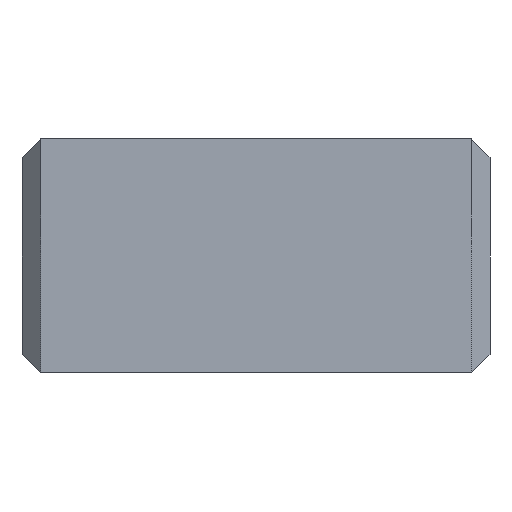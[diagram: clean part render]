
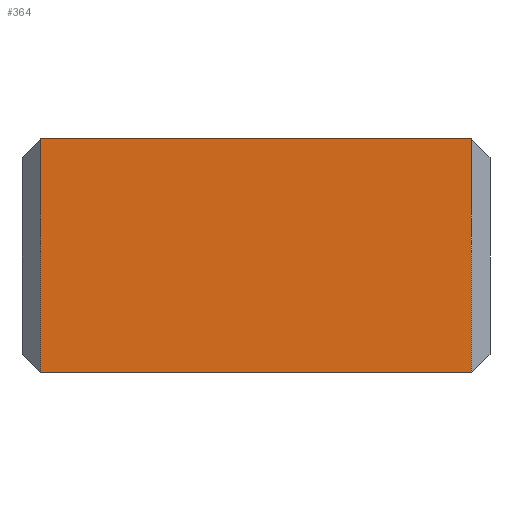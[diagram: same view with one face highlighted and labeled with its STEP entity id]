
A CAD part, front view. The second image highlights one B-rep face of the part: STEP entity #364.
In plain terms, the highlighted planar face has unit normal (0, -1, 0).
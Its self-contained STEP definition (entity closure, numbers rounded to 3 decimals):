
#16 = EDGE_LOOP ( 'NONE', ( #537, #996, #800, #332 ) ) ;
#48 = DIRECTION ( 'NONE',  ( 1., 0., 0. ) ) ;
#64 = CARTESIAN_POINT ( 'NONE',  ( 11.5, -5., 0. ) ) ;
#142 = EDGE_CURVE ( 'NONE', #243, #1286, #824, .T. ) ;
#172 = LINE ( 'NONE', #872, #276 ) ;
#175 = CARTESIAN_POINT ( 'NONE',  ( -11.5, -5., 12.5 ) ) ;
#239 = DIRECTION ( 'NONE',  ( 0., 0., 1. ) ) ;
#243 = VERTEX_POINT ( 'NONE', #64 ) ;
#276 = VECTOR ( 'NONE', #608, 1000. ) ;
#314 = EDGE_CURVE ( 'NONE', #1150, #243, #172, .T. ) ;
#332 = ORIENTED_EDGE ( 'NONE', *, *, #142, .T. ) ;
#364 = ADVANCED_FACE ( 'NONE', ( #784 ), #386, .F. ) ;
#386 = PLANE ( 'NONE',  #394 ) ;
#394 = AXIS2_PLACEMENT_3D ( 'NONE', #1091, #1018, #1192 ) ;
#430 = CARTESIAN_POINT ( 'NONE',  ( 11.5, -5., 12.5 ) ) ;
#537 = ORIENTED_EDGE ( 'NONE', *, *, #600, .F. ) ;
#600 = EDGE_CURVE ( 'NONE', #1058, #1286, #1256, .T. ) ;
#608 = DIRECTION ( 'NONE',  ( 1., 0., 0. ) ) ;
#630 = EDGE_CURVE ( 'NONE', #1058, #1150, #1276, .T. ) ;
#647 = VECTOR ( 'NONE', #48, 1000. ) ;
#757 = CARTESIAN_POINT ( 'NONE',  ( -12.5, -5., 12.5 ) ) ;
#775 = CARTESIAN_POINT ( 'NONE',  ( -11.5, -5., 0. ) ) ;
#784 = FACE_OUTER_BOUND ( 'NONE', #16, .T. ) ;
#800 = ORIENTED_EDGE ( 'NONE', *, *, #314, .T. ) ;
#824 = LINE ( 'NONE', #1237, #1159 ) ;
#859 = VECTOR ( 'NONE', #1154, 1000. ) ;
#872 = CARTESIAN_POINT ( 'NONE',  ( -12.5, -5., 0. ) ) ;
#996 = ORIENTED_EDGE ( 'NONE', *, *, #630, .T. ) ;
#1018 = DIRECTION ( 'NONE',  ( 0., 1., 0. ) ) ;
#1058 = VERTEX_POINT ( 'NONE', #175 ) ;
#1068 = CARTESIAN_POINT ( 'NONE',  ( -11.5, -5., 12.5 ) ) ;
#1091 = CARTESIAN_POINT ( 'NONE',  ( -12.5, -5., 12.5 ) ) ;
#1150 = VERTEX_POINT ( 'NONE', #775 ) ;
#1154 = DIRECTION ( 'NONE',  ( 0., 0., -1. ) ) ;
#1159 = VECTOR ( 'NONE', #239, 1000. ) ;
#1192 = DIRECTION ( 'NONE',  ( 0., 0., 1. ) ) ;
#1237 = CARTESIAN_POINT ( 'NONE',  ( 11.5, -5., 12.5 ) ) ;
#1256 = LINE ( 'NONE', #757, #647 ) ;
#1276 = LINE ( 'NONE', #1068, #859 ) ;
#1286 = VERTEX_POINT ( 'NONE', #430 ) ;
